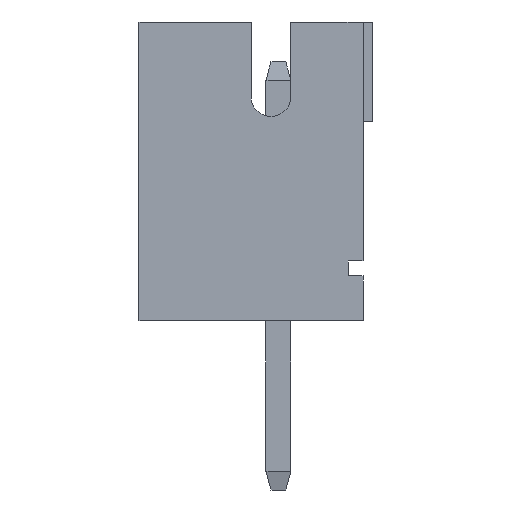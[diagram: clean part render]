
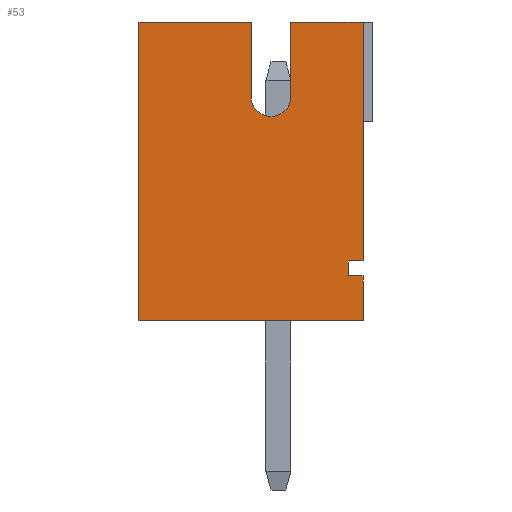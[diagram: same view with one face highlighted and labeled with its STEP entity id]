
A CAD part, left-side view. The second image highlights one B-rep face of the part: STEP entity #53.
In plain terms, the highlighted planar face has unit normal (-1, 0, 0).
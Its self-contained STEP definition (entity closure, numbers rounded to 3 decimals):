
#53=ADVANCED_FACE('',(#2771),#2773,.T.);
#2771=FACE_BOUND('',#2772,.T.);
#2772=EDGE_LOOP('',(#4935,#4936,#4937,#4938,#4939,#4940,#4941,#4942,#4943,#4944,
#4945,#4946));
#2773=PLANE('',#2774);
#2774=AXIS2_PLACEMENT_3D('',#2775,#2776,#2777);
#2775=CARTESIAN_POINT('',(-1.95,0.,0.));
#2776=DIRECTION('',(-1.,0.,0.));
#2777=DIRECTION('',(0.,0.,1.));
#4935=ORIENTED_EDGE('',*,*,#6415,.T.);
#4936=ORIENTED_EDGE('',*,*,#6416,.T.);
#4937=ORIENTED_EDGE('',*,*,#6417,.T.);
#4938=ORIENTED_EDGE('',*,*,#6418,.T.);
#4939=ORIENTED_EDGE('',*,*,#6419,.T.);
#4940=ORIENTED_EDGE('',*,*,#6420,.T.);
#4941=ORIENTED_EDGE('',*,*,#6421,.T.);
#4942=ORIENTED_EDGE('',*,*,#6422,.T.);
#4943=ORIENTED_EDGE('',*,*,#6423,.T.);
#4944=ORIENTED_EDGE('',*,*,#6424,.T.);
#4945=ORIENTED_EDGE('',*,*,#6425,.T.);
#4946=ORIENTED_EDGE('',*,*,#6426,.T.);
#6415=EDGE_CURVE('',#7155,#7156,#7157,.F.);
#6416=EDGE_CURVE('',#7156,#7158,#7159,.T.);
#6417=EDGE_CURVE('',#7158,#7160,#7161,.T.);
#6418=EDGE_CURVE('',#7160,#7162,#7163,.F.);
#6419=EDGE_CURVE('',#7162,#7164,#7165,.F.);
#6420=EDGE_CURVE('',#7164,#7166,#7167,.F.);
#6421=EDGE_CURVE('',#7166,#7168,#7169,.T.);
#6422=EDGE_CURVE('',#7168,#7170,#7171,.T.);
#6423=EDGE_CURVE('',#7170,#7172,#7173,.T.);
#6424=EDGE_CURVE('',#7172,#7174,#7175,.T.);
#6425=EDGE_CURVE('',#7174,#7176,#7177,.F.);
#6426=EDGE_CURVE('',#7176,#7155,#7178,.F.);
#7155=VERTEX_POINT('',#8356);
#7156=VERTEX_POINT('',#8357);
#7157=LINE('',#8358,#8359);
#7158=VERTEX_POINT('',#8361);
#7159=LINE('',#8362,#8363);
#7160=VERTEX_POINT('',#8365);
#7161=LINE('',#8366,#8367);
#7162=VERTEX_POINT('',#8369);
#7163=LINE('',#8370,#8371);
#7164=VERTEX_POINT('',#8373);
#7165=CIRCLE('',#8374,0.4);
#7166=VERTEX_POINT('',#8378);
#7167=LINE('',#8379,#8380);
#7168=VERTEX_POINT('',#8382);
#7169=LINE('',#8383,#8384);
#7170=VERTEX_POINT('',#8386);
#7171=LINE('',#8387,#8388);
#7172=VERTEX_POINT('',#8390);
#7173=LINE('',#8391,#8392);
#7174=VERTEX_POINT('',#8394);
#7175=LINE('',#8395,#8396);
#7176=VERTEX_POINT('',#8398);
#7177=LINE('',#8399,#8400);
#7178=LINE('',#8402,#8403);
#8356=CARTESIAN_POINT('',(-1.95,-1.4,1.2));
#8357=CARTESIAN_POINT('',(-1.95,-1.7,1.2));
#8358=CARTESIAN_POINT('',(-1.95,-1.7,1.2));
#8359=VECTOR('',#8360,1.);
#8360=DIRECTION('',(0.,1.,0.));
#8361=CARTESIAN_POINT('',(-1.95,-1.7,6.));
#8362=CARTESIAN_POINT('',(-1.95,-1.7,1.2));
#8363=VECTOR('',#8364,1.);
#8364=DIRECTION('',(0.,0.,1.));
#8365=CARTESIAN_POINT('',(-1.95,-0.25,6.));
#8366=CARTESIAN_POINT('',(-1.95,-1.7,6.));
#8367=VECTOR('',#8368,1.);
#8368=DIRECTION('',(0.,1.,0.));
#8369=CARTESIAN_POINT('',(-1.95,-0.25,4.5));
#8370=CARTESIAN_POINT('',(-1.95,-0.25,4.5));
#8371=VECTOR('',#8372,1.);
#8372=DIRECTION('',(0.,0.,1.));
#8373=CARTESIAN_POINT('',(-1.95,0.55,4.5));
#8374=AXIS2_PLACEMENT_3D('',#8375,#8376,#8377);
#8375=CARTESIAN_POINT('',(-1.95,0.15,4.5));
#8376=DIRECTION('',(-1.,0.,0.));
#8377=DIRECTION('',(0.,1.,0.));
#8378=CARTESIAN_POINT('',(-1.95,0.55,6.));
#8379=CARTESIAN_POINT('',(-1.95,0.55,6.));
#8380=VECTOR('',#8381,1.);
#8381=DIRECTION('',(0.,0.,-1.));
#8382=CARTESIAN_POINT('',(-1.95,2.8,6.));
#8383=CARTESIAN_POINT('',(-1.95,0.55,6.));
#8384=VECTOR('',#8385,1.);
#8385=DIRECTION('',(0.,1.,0.));
#8386=CARTESIAN_POINT('',(-1.95,2.8,0.));
#8387=CARTESIAN_POINT('',(-1.95,2.8,6.));
#8388=VECTOR('',#8389,1.);
#8389=DIRECTION('',(0.,0.,-1.));
#8390=CARTESIAN_POINT('',(-1.95,-1.7,0.));
#8391=CARTESIAN_POINT('',(-1.95,2.8,0.));
#8392=VECTOR('',#8393,1.);
#8393=DIRECTION('',(0.,-1.,0.));
#8394=CARTESIAN_POINT('',(-1.95,-1.7,0.9));
#8395=CARTESIAN_POINT('',(-1.95,-1.7,0.));
#8396=VECTOR('',#8397,1.);
#8397=DIRECTION('',(0.,0.,1.));
#8398=CARTESIAN_POINT('',(-1.95,-1.4,0.9));
#8399=CARTESIAN_POINT('',(-1.95,-1.4,0.9));
#8400=VECTOR('',#8401,1.);
#8401=DIRECTION('',(0.,-1.,0.));
#8402=CARTESIAN_POINT('',(-1.95,-1.4,1.2));
#8403=VECTOR('',#8404,1.);
#8404=DIRECTION('',(0.,0.,-1.));
